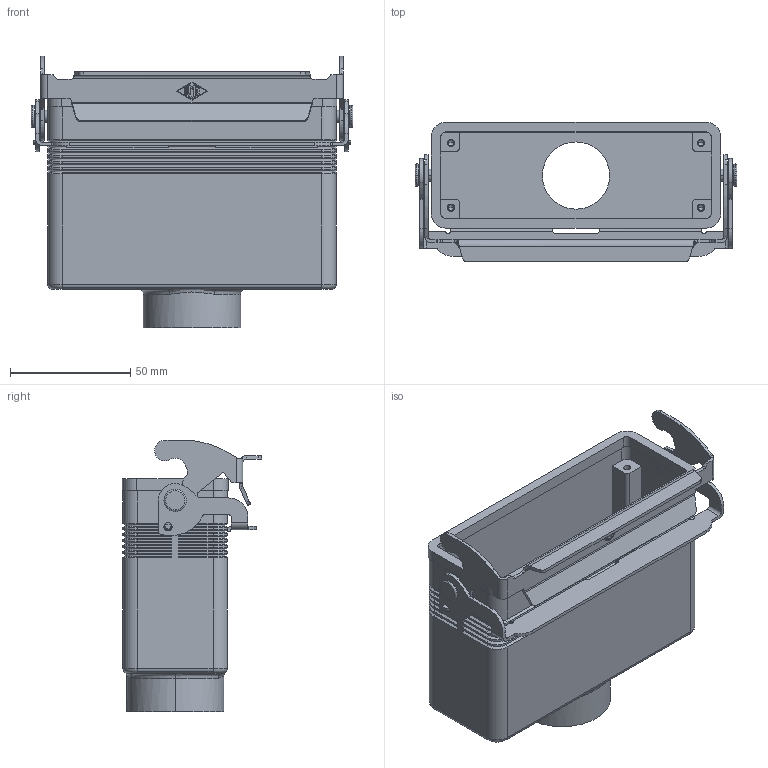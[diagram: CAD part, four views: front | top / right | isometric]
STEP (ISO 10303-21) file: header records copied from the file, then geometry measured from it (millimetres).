
FILE_DESCRIPTION((''),'2;1');
FILE_NAME('MVAV 24 LG32.stp','2006-12-19T10:32:57',('gembarski'),(''),'Autodesk Inventor 7','Autodesk Inventor 7','');
FILE_SCHEMA(('AUTOMOTIVE_DESIGN { 1 0 10303 214 1 1 1 1 }'));
Length unit declared in the file: millimetre
Products named in the file (1): MVAV 24 LG32
Bounding box: 134 x 57.98 x 113 mm (x, y, z)
Volume: 120853.8 mm3; surface area: 79734.2 mm2
Topology: 2 solids, 2 shells, 619 faces, 1553 edges, 954 vertices
Faces by surface type: bspline 245, plane 195, cylinder 145, cone 26, torus 8
Entity records: 21652 total; most frequent: CARTESIAN_POINT 7468, ORIENTED_EDGE 3082, DIRECTION 2719, EDGE_CURVE 1541, VECTOR 1041, LINE 1041, VERTEX_POINT 954, AXIS2_PLACEMENT_3D 839
